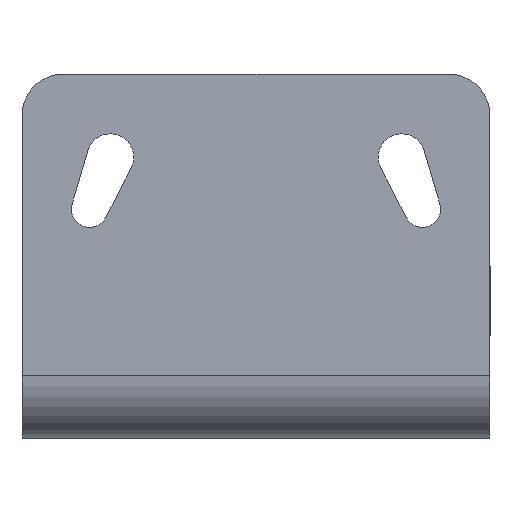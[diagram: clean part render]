
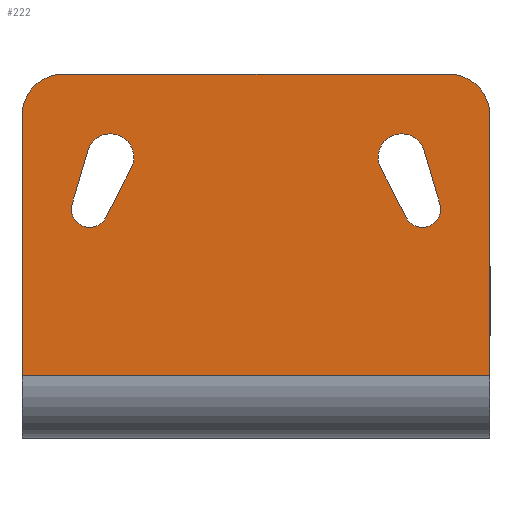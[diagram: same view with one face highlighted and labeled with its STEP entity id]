
A CAD part, front view. The second image highlights one B-rep face of the part: STEP entity #222.
In plain terms, the highlighted planar face has unit normal (0, -1, 0).
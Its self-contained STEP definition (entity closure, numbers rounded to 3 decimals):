
#1 = DIRECTION ( 'NONE',  ( 0., 0., -1. ) ) ;
#12 = CARTESIAN_POINT ( 'NONE',  ( -14.443, -4., 17.202 ) ) ;
#13 = VERTEX_POINT ( 'NONE', #658 ) ;
#20 = CARTESIAN_POINT ( 'NONE',  ( -14., -4., 23. ) ) ;
#22 = EDGE_CURVE ( 'NONE', #1128, #1265, #1099, .T. ) ;
#28 = CIRCLE ( 'NONE', #559, 2.25 ) ;
#37 = EDGE_CURVE ( 'NONE', #1122, #589, #932, .T. ) ;
#49 = DIRECTION ( 'NONE',  ( 0., 1., 0. ) ) ;
#58 = EDGE_CURVE ( 'NONE', #1032, #105, #965, .T. ) ;
#61 = ORIENTED_EDGE ( 'NONE', *, *, #1015, .T. ) ;
#82 = EDGE_CURVE ( 'NONE', #1102, #1122, #913, .T. ) ;
#83 = DIRECTION ( 'NONE',  ( 0., 1., 0. ) ) ;
#90 = EDGE_CURVE ( 'NONE', #105, #1102, #863, .T. ) ;
#105 = VERTEX_POINT ( 'NONE', #865 ) ;
#113 = CARTESIAN_POINT ( 'NONE',  ( -16.158, -4., 23.638 ) ) ;
#122 = EDGE_CURVE ( 'NONE', #620, #1284, #716, .T. ) ;
#123 = VERTEX_POINT ( 'NONE', #1202 ) ;
#133 = CARTESIAN_POINT ( 'NONE',  ( -17.678, -4., 18.496 ) ) ;
#137 = VERTEX_POINT ( 'NONE', #504 ) ;
#143 = DIRECTION ( 'NONE',  ( 0., -1., 0. ) ) ;
#148 = DIRECTION ( 'NONE',  ( 0.284, 0., -0.959 ) ) ;
#150 = DIRECTION ( 'NONE',  ( 0., -1., 0. ) ) ;
#170 = AXIS2_PLACEMENT_3D ( 'NONE', #404, #334, #881 ) ;
#181 = ORIENTED_EDGE ( 'NONE', *, *, #82, .T. ) ;
#187 = EDGE_CURVE ( 'NONE', #459, #1128, #767, .T. ) ;
#191 = EDGE_CURVE ( 'NONE', #13, #357, #548, .T. ) ;
#199 = AXIS2_PLACEMENT_3D ( 'NONE', #270, #143, #299 ) ;
#200 = CARTESIAN_POINT ( 'NONE',  ( 22.5, -4., -4. ) ) ;
#222 = ADVANCED_FACE ( 'NONE', ( #320, #307, #322 ), #697, .T. ) ;
#231 = CARTESIAN_POINT ( 'NONE',  ( 14., -4., 23. ) ) ;
#252 = DIRECTION ( 'NONE',  ( 0., 0., -1. ) ) ;
#270 = CARTESIAN_POINT ( 'NONE',  ( -22.5, -4., -4. ) ) ;
#271 = ORIENTED_EDGE ( 'NONE', *, *, #712, .T. ) ;
#299 = DIRECTION ( 'NONE',  ( 0., 0., -1. ) ) ;
#306 = LINE ( 'NONE', #672, #848 ) ;
#307 = FACE_BOUND ( 'NONE', #696, .T. ) ;
#313 = DIRECTION ( 'NONE',  ( 0., 1., 0. ) ) ;
#317 = DIRECTION ( 'NONE',  ( 0., 0., -1. ) ) ;
#320 = FACE_BOUND ( 'NONE', #1227, .T. ) ;
#322 = FACE_OUTER_BOUND ( 'NONE', #717, .T. ) ;
#324 = VECTOR ( 'NONE', #818, 1000. ) ;
#334 = DIRECTION ( 'NONE',  ( 0., 1., 0. ) ) ;
#353 = DIRECTION ( 'NONE',  ( 0., 0., -1. ) ) ;
#357 = VERTEX_POINT ( 'NONE', #723 ) ;
#370 = DIRECTION ( 'NONE',  ( 0., -1., 0. ) ) ;
#376 = AXIS2_PLACEMENT_3D ( 'NONE', #20, #313, #317 ) ;
#378 = DIRECTION ( 'NONE',  ( 0., 0., -1. ) ) ;
#380 = EDGE_CURVE ( 'NONE', #123, #459, #28, .T. ) ;
#393 = CARTESIAN_POINT ( 'NONE',  ( -16., -4., 18. ) ) ;
#397 = CARTESIAN_POINT ( 'NONE',  ( 18.5, -4., 27. ) ) ;
#399 = EDGE_CURVE ( 'NONE', #620, #1245, #525, .T. ) ;
#404 = CARTESIAN_POINT ( 'NONE',  ( -14., -4., 23. ) ) ;
#422 = VECTOR ( 'NONE', #524, 1000. ) ;
#428 = EDGE_CURVE ( 'NONE', #1265, #916, #659, .T. ) ;
#438 = ORIENTED_EDGE ( 'NONE', *, *, #90, .T. ) ;
#459 = VERTEX_POINT ( 'NONE', #1232 ) ;
#467 = DIRECTION ( 'NONE',  ( -0.456, 0., 0.89 ) ) ;
#478 = ORIENTED_EDGE ( 'NONE', *, *, #187, .T. ) ;
#480 = ORIENTED_EDGE ( 'NONE', *, *, #58, .T. ) ;
#499 = CARTESIAN_POINT ( 'NONE',  ( -18.5, -4., 31. ) ) ;
#504 = CARTESIAN_POINT ( 'NONE',  ( 22.5, -4., 27. ) ) ;
#505 = CARTESIAN_POINT ( 'NONE',  ( -22.5, -4., -4. ) ) ;
#509 = ORIENTED_EDGE ( 'NONE', *, *, #428, .T. ) ;
#512 = ORIENTED_EDGE ( 'NONE', *, *, #22, .T. ) ;
#514 = DIRECTION ( 'NONE',  ( -0.456, 0., -0.89 ) ) ;
#524 = DIRECTION ( 'NONE',  ( 0., 0., -1. ) ) ;
#525 = LINE ( 'NONE', #1180, #614 ) ;
#532 = DIRECTION ( 'NONE',  ( 0.284, 0., 0.959 ) ) ;
#548 = LINE ( 'NONE', #1262, #324 ) ;
#559 = AXIS2_PLACEMENT_3D ( 'NONE', #1256, #1176, #1190 ) ;
#564 = LINE ( 'NONE', #505, #422 ) ;
#572 = ORIENTED_EDGE ( 'NONE', *, *, #122, .T. ) ;
#573 = LINE ( 'NONE', #200, #1327 ) ;
#589 = VERTEX_POINT ( 'NONE', #113 ) ;
#609 = CIRCLE ( 'NONE', #376, 2.25 ) ;
#614 = VECTOR ( 'NONE', #1320, 1000. ) ;
#620 = VERTEX_POINT ( 'NONE', #499 ) ;
#658 = CARTESIAN_POINT ( 'NONE',  ( -22.5, -4., 2. ) ) ;
#659 = CIRCLE ( 'NONE', #967, 1.75 ) ;
#672 = CARTESIAN_POINT ( 'NONE',  ( 14.443, -4., 17.202 ) ) ;
#686 = EDGE_CURVE ( 'NONE', #589, #1032, #609, .T. ) ;
#696 = EDGE_LOOP ( 'NONE', ( #438, #181, #731, #745, #480 ) ) ;
#697 = PLANE ( 'NONE',  #199 ) ;
#712 = EDGE_CURVE ( 'NONE', #1284, #13, #564, .T. ) ;
#716 = CIRCLE ( 'NONE', #935, 4. ) ;
#717 = EDGE_LOOP ( 'NONE', ( #1307, #859, #995, #572, #271, #936 ) ) ;
#723 = CARTESIAN_POINT ( 'NONE',  ( 22.5, -4., 2. ) ) ;
#731 = ORIENTED_EDGE ( 'NONE', *, *, #37, .T. ) ;
#737 = AXIS2_PLACEMENT_3D ( 'NONE', #393, #1234, #991 ) ;
#745 = ORIENTED_EDGE ( 'NONE', *, *, #686, .T. ) ;
#762 = CARTESIAN_POINT ( 'NONE',  ( 18.5, -4., 31. ) ) ;
#767 = CIRCLE ( 'NONE', #1278, 2.25 ) ;
#794 = CARTESIAN_POINT ( 'NONE',  ( 16., -4., 18. ) ) ;
#802 = CARTESIAN_POINT ( 'NONE',  ( -22.5, -4., 27. ) ) ;
#808 = CARTESIAN_POINT ( 'NONE',  ( 16.158, -4., 23.638 ) ) ;
#818 = DIRECTION ( 'NONE',  ( 1., 0., 0. ) ) ;
#848 = VECTOR ( 'NONE', #467, 1000. ) ;
#859 = ORIENTED_EDGE ( 'NONE', *, *, #1354, .T. ) ;
#860 = VECTOR ( 'NONE', #514, 1000. ) ;
#863 = LINE ( 'NONE', #12, #860 ) ;
#865 = CARTESIAN_POINT ( 'NONE',  ( -11.998, -4., 21.974 ) ) ;
#881 = DIRECTION ( 'NONE',  ( 0., 0., -1. ) ) ;
#886 = CARTESIAN_POINT ( 'NONE',  ( -14., -4., 25.25 ) ) ;
#913 = CIRCLE ( 'NONE', #737, 1.75 ) ;
#916 = VERTEX_POINT ( 'NONE', #1033 ) ;
#919 = CARTESIAN_POINT ( 'NONE',  ( 17.678, -4., 18.496 ) ) ;
#921 = EDGE_CURVE ( 'NONE', #137, #357, #573, .T. ) ;
#932 = LINE ( 'NONE', #133, #1010 ) ;
#935 = AXIS2_PLACEMENT_3D ( 'NONE', #1149, #150, #1341 ) ;
#936 = ORIENTED_EDGE ( 'NONE', *, *, #191, .T. ) ;
#948 = CIRCLE ( 'NONE', #1319, 4. ) ;
#965 = CIRCLE ( 'NONE', #170, 2.25 ) ;
#967 = AXIS2_PLACEMENT_3D ( 'NONE', #794, #83, #1 ) ;
#991 = DIRECTION ( 'NONE',  ( 0., 0., -1. ) ) ;
#995 = ORIENTED_EDGE ( 'NONE', *, *, #399, .F. ) ;
#1010 = VECTOR ( 'NONE', #532, 1000. ) ;
#1015 = EDGE_CURVE ( 'NONE', #916, #123, #306, .T. ) ;
#1032 = VERTEX_POINT ( 'NONE', #886 ) ;
#1033 = CARTESIAN_POINT ( 'NONE',  ( 14.443, -4., 17.202 ) ) ;
#1079 = CARTESIAN_POINT ( 'NONE',  ( -14.443, -4., 17.202 ) ) ;
#1085 = VECTOR ( 'NONE', #148, 1000. ) ;
#1099 = LINE ( 'NONE', #1315, #1085 ) ;
#1102 = VERTEX_POINT ( 'NONE', #1079 ) ;
#1111 = ORIENTED_EDGE ( 'NONE', *, *, #380, .T. ) ;
#1122 = VERTEX_POINT ( 'NONE', #1206 ) ;
#1128 = VERTEX_POINT ( 'NONE', #808 ) ;
#1149 = CARTESIAN_POINT ( 'NONE',  ( -18.5, -4., 27. ) ) ;
#1176 = DIRECTION ( 'NONE',  ( 0., 1., 0. ) ) ;
#1180 = CARTESIAN_POINT ( 'NONE',  ( -22.5, -4., 31. ) ) ;
#1190 = DIRECTION ( 'NONE',  ( 0., 0., -1. ) ) ;
#1202 = CARTESIAN_POINT ( 'NONE',  ( 11.998, -4., 21.974 ) ) ;
#1206 = CARTESIAN_POINT ( 'NONE',  ( -17.678, -4., 18.496 ) ) ;
#1227 = EDGE_LOOP ( 'NONE', ( #61, #1111, #478, #512, #509 ) ) ;
#1232 = CARTESIAN_POINT ( 'NONE',  ( 14., -4., 25.25 ) ) ;
#1234 = DIRECTION ( 'NONE',  ( 0., 1., 0. ) ) ;
#1245 = VERTEX_POINT ( 'NONE', #762 ) ;
#1256 = CARTESIAN_POINT ( 'NONE',  ( 14., -4., 23. ) ) ;
#1262 = CARTESIAN_POINT ( 'NONE',  ( -22.5, -4., 2. ) ) ;
#1265 = VERTEX_POINT ( 'NONE', #919 ) ;
#1278 = AXIS2_PLACEMENT_3D ( 'NONE', #231, #49, #252 ) ;
#1284 = VERTEX_POINT ( 'NONE', #802 ) ;
#1307 = ORIENTED_EDGE ( 'NONE', *, *, #921, .F. ) ;
#1315 = CARTESIAN_POINT ( 'NONE',  ( 17.678, -4., 18.496 ) ) ;
#1319 = AXIS2_PLACEMENT_3D ( 'NONE', #397, #370, #378 ) ;
#1320 = DIRECTION ( 'NONE',  ( 1., 0., 0. ) ) ;
#1327 = VECTOR ( 'NONE', #353, 1000. ) ;
#1341 = DIRECTION ( 'NONE',  ( 0., 0., -1. ) ) ;
#1354 = EDGE_CURVE ( 'NONE', #137, #1245, #948, .T. ) ;
